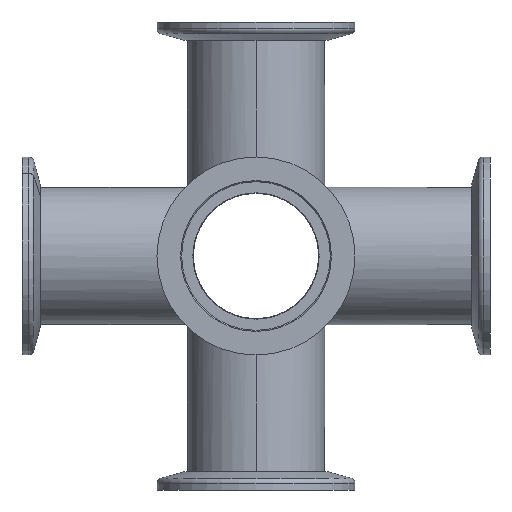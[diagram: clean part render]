
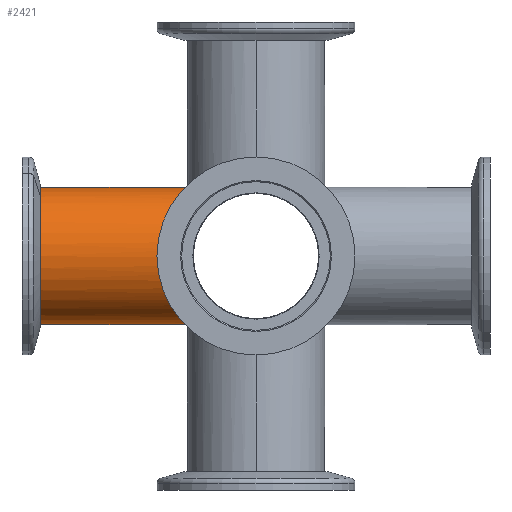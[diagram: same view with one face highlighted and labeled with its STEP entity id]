
A CAD part, left-side view. The second image highlights one B-rep face of the part: STEP entity #2421.
In plain terms, the highlighted cylindrical face has radius 19.05 mm (diameter 38.1 mm), a partial arc.
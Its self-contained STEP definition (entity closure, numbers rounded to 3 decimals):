
#49 = CARTESIAN_POINT ( 'NONE',  ( 0., 61.5, 19.05 ) ) ;
#225 = EDGE_CURVE ( 'NONE', #914, #701, #1624, .T. ) ;
#232 = LINE ( 'NONE', #1994, #1433 ) ;
#309 = CARTESIAN_POINT ( 'NONE',  ( 0., 19.05, 19.05 ) ) ;
#317 = EDGE_CURVE ( 'NONE', #1351, #1753, #232, .T. ) ;
#343 = CARTESIAN_POINT ( 'NONE',  ( 0., 61.5, -19.05 ) ) ;
#363 = EDGE_CURVE ( 'NONE', #1077, #2159, #1404, .T. ) ;
#377 = EDGE_CURVE ( 'NONE', #1077, #1351, #1116, .T. ) ;
#489 = ORIENTED_EDGE ( 'NONE', *, *, #377, .F. ) ;
#496 = EDGE_CURVE ( 'NONE', #2159, #701, #1142, .T. ) ;
#697 = CARTESIAN_POINT ( 'NONE',  ( -13.47, 13.47, 13.47 ) ) ;
#701 = VERTEX_POINT ( 'NONE', #1282 ) ;
#711 = DIRECTION ( 'NONE',  ( 0., -1., 0. ) ) ;
#715 = CARTESIAN_POINT ( 'NONE',  ( 0., 61.5, 0. ) ) ;
#717 = DIRECTION ( 'NONE',  ( 0., 0., -1. ) ) ;
#753 = AXIS2_PLACEMENT_3D ( 'NONE', #2679, #2674, #2670 ) ;
#914 = VERTEX_POINT ( 'NONE', #697 ) ;
#1077 = VERTEX_POINT ( 'NONE', #343 ) ;
#1116 = CIRCLE ( 'NONE', #753, 19.05 ) ;
#1142 =( BOUNDED_CURVE ( )  B_SPLINE_CURVE ( 3, ( #2125, #2103, #2078, #2073 ),
 .UNSPECIFIED., .F., .T. ) 
 B_SPLINE_CURVE_WITH_KNOTS ( ( 4, 4 ),
 ( 3.142, 3.927 ),
 .UNSPECIFIED. ) 
 CURVE ( )  GEOMETRIC_REPRESENTATION_ITEM ( )  RATIONAL_B_SPLINE_CURVE ( ( 1., 0.949, 0.949, 1. ) ) 
 REPRESENTATION_ITEM ( '' )  );
#1193 = ORIENTED_EDGE ( 'NONE', *, *, #363, .T. ) ;
#1225 = AXIS2_PLACEMENT_3D ( 'NONE', #715, #711, #717 ) ;
#1236 = VECTOR ( 'NONE', #2708, 1000. ) ;
#1282 = CARTESIAN_POINT ( 'NONE',  ( -13.47, 13.47, -13.47 ) ) ;
#1287 = CYLINDRICAL_SURFACE ( 'NONE', #1225, 19.05 ) ;
#1351 = VERTEX_POINT ( 'NONE', #49 ) ;
#1404 = LINE ( 'NONE', #2713, #1236 ) ;
#1433 = VECTOR ( 'NONE', #2100, 1000. ) ;
#1614 = CARTESIAN_POINT ( 'NONE',  ( -13.47, 13.47, 13.47 ) ) ;
#1619 = CARTESIAN_POINT ( 'NONE',  ( -9.85, 17.091, 17.091 ) ) ;
#1624 =( BOUNDED_CURVE ( )  B_SPLINE_CURVE ( 3, ( #2481, #2571, #2588, #2459 ),
 .UNSPECIFIED., .F., .T. ) 
 B_SPLINE_CURVE_WITH_KNOTS ( ( 4, 4 ),
 ( 2.356, 3.927 ),
 .UNSPECIFIED. ) 
 CURVE ( )  GEOMETRIC_REPRESENTATION_ITEM ( )  RATIONAL_B_SPLINE_CURVE ( ( 1., 0.805, 0.805, 1. ) ) 
 REPRESENTATION_ITEM ( '' )  );
#1626 = ORIENTED_EDGE ( 'NONE', *, *, #317, .F. ) ;
#1635 = CARTESIAN_POINT ( 'NONE',  ( 0., 19.05, -19.05 ) ) ;
#1649 = CARTESIAN_POINT ( 'NONE',  ( 0., 19.05, 19.05 ) ) ;
#1652 = EDGE_LOOP ( 'NONE', ( #1626, #489, #1193, #2686, #1991, #2002 ) ) ;
#1753 = VERTEX_POINT ( 'NONE', #309 ) ;
#1964 = CARTESIAN_POINT ( 'NONE',  ( -5.12, 19.05, 19.05 ) ) ;
#1991 = ORIENTED_EDGE ( 'NONE', *, *, #225, .F. ) ;
#1994 = CARTESIAN_POINT ( 'NONE',  ( 0., 61.5, 19.05 ) ) ;
#2002 = ORIENTED_EDGE ( 'NONE', *, *, #2179, .F. ) ;
#2073 = CARTESIAN_POINT ( 'NONE',  ( -13.47, 13.47, -13.47 ) ) ;
#2078 = CARTESIAN_POINT ( 'NONE',  ( -9.85, 17.091, -17.091 ) ) ;
#2100 = DIRECTION ( 'NONE',  ( 0., -1., 0. ) ) ;
#2103 = CARTESIAN_POINT ( 'NONE',  ( -5.12, 19.05, -19.05 ) ) ;
#2125 = CARTESIAN_POINT ( 'NONE',  ( 0., 19.05, -19.05 ) ) ;
#2159 = VERTEX_POINT ( 'NONE', #1635 ) ;
#2179 = EDGE_CURVE ( 'NONE', #1753, #914, #2325, .T. ) ;
#2325 =( BOUNDED_CURVE ( )  B_SPLINE_CURVE ( 3, ( #1649, #1964, #1619, #1614 ),
 .UNSPECIFIED., .F., .T. ) 
 B_SPLINE_CURVE_WITH_KNOTS ( ( 4, 4 ),
 ( 3.142, 3.927 ),
 .UNSPECIFIED. ) 
 CURVE ( )  GEOMETRIC_REPRESENTATION_ITEM ( )  RATIONAL_B_SPLINE_CURVE ( ( 1., 0.949, 0.949, 1. ) ) 
 REPRESENTATION_ITEM ( '' )  );
#2421 = ADVANCED_FACE ( 'NONE', ( #2636 ), #1287, .T. ) ;
#2459 = CARTESIAN_POINT ( 'NONE',  ( -13.47, 13.47, -13.47 ) ) ;
#2481 = CARTESIAN_POINT ( 'NONE',  ( -13.47, 13.47, 13.47 ) ) ;
#2571 = CARTESIAN_POINT ( 'NONE',  ( -21.361, 21.361, 5.58 ) ) ;
#2588 = CARTESIAN_POINT ( 'NONE',  ( -21.361, 21.361, -5.58 ) ) ;
#2636 = FACE_OUTER_BOUND ( 'NONE', #1652, .T. ) ;
#2670 = DIRECTION ( 'NONE',  ( 0., 0., 1. ) ) ;
#2674 = DIRECTION ( 'NONE',  ( 0., 1., 0. ) ) ;
#2679 = CARTESIAN_POINT ( 'NONE',  ( 0., 61.5, 0. ) ) ;
#2686 = ORIENTED_EDGE ( 'NONE', *, *, #496, .T. ) ;
#2708 = DIRECTION ( 'NONE',  ( 0., -1., 0. ) ) ;
#2713 = CARTESIAN_POINT ( 'NONE',  ( 0., 61.5, -19.05 ) ) ;
